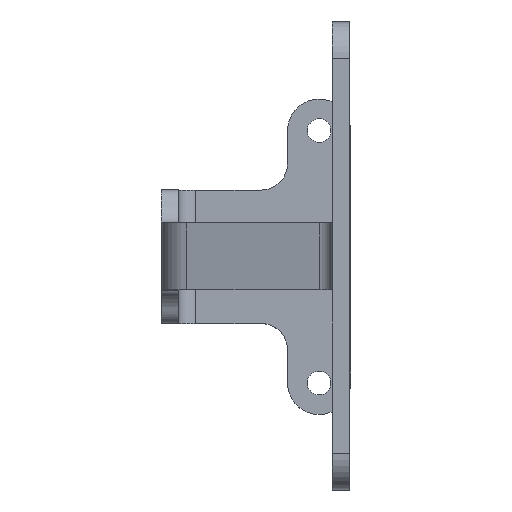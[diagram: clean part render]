
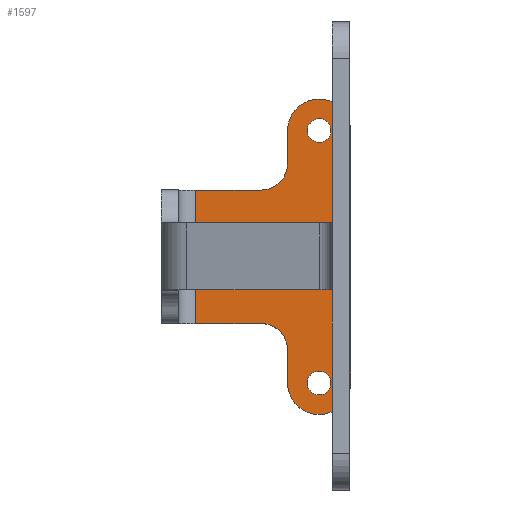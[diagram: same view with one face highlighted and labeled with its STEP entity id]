
A CAD part, top view. The second image highlights one B-rep face of the part: STEP entity #1597.
In plain terms, the highlighted planar face has unit normal (0, 0, 1).
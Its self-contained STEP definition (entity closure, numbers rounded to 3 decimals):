
#11 = EDGE_CURVE ( 'NONE', #285, #1148, #252, .T. ) ;
#52 = CARTESIAN_POINT ( 'NONE',  ( 6.52, -12.7, 3.26 ) ) ;
#62 = FACE_BOUND ( 'NONE', #1925, .T. ) ;
#70 = DIRECTION ( 'NONE',  ( 1., 0., 0. ) ) ;
#82 = CARTESIAN_POINT ( 'NONE',  ( 24., 17.7, 3.26 ) ) ;
#92 = LINE ( 'NONE', #258, #731 ) ;
#105 = CARTESIAN_POINT ( 'NONE',  ( 24., 24., 3.26 ) ) ;
#138 = VECTOR ( 'NONE', #1424, 1000. ) ;
#231 = CARTESIAN_POINT ( 'NONE',  ( 32.25, -24., 3.26 ) ) ;
#252 = LINE ( 'NONE', #1946, #1851 ) ;
#258 = CARTESIAN_POINT ( 'NONE',  ( 36., 0., 3.26 ) ) ;
#285 = VERTEX_POINT ( 'NONE', #82 ) ;
#296 = VERTEX_POINT ( 'NONE', #417 ) ;
#303 = EDGE_CURVE ( 'NONE', #1738, #1738, #1657, .T. ) ;
#305 = AXIS2_PLACEMENT_3D ( 'NONE', #491, #802, #1417 ) ;
#318 = CARTESIAN_POINT ( 'NONE',  ( 30., -24., 3.26 ) ) ;
#325 = VERTEX_POINT ( 'NONE', #872 ) ;
#326 = EDGE_CURVE ( 'NONE', #296, #1519, #1922, .T. ) ;
#327 = CIRCLE ( 'NONE', #1463, 5. ) ;
#339 = VECTOR ( 'NONE', #740, 1000. ) ;
#342 = EDGE_CURVE ( 'NONE', #551, #1821, #92, .T. ) ;
#366 = CARTESIAN_POINT ( 'NONE',  ( 19., -12.7, 3.26 ) ) ;
#368 = ORIENTED_EDGE ( 'NONE', *, *, #1778, .T. ) ;
#391 = EDGE_CURVE ( 'NONE', #1764, #1020, #438, .T. ) ;
#417 = CARTESIAN_POINT ( 'NONE',  ( 24., -17.7, 3.26 ) ) ;
#425 = CARTESIAN_POINT ( 'NONE',  ( 36., 24., 3.26 ) ) ;
#438 = LINE ( 'NONE', #732, #339 ) ;
#477 = VECTOR ( 'NONE', #1812, 1000. ) ;
#491 = CARTESIAN_POINT ( 'NONE',  ( 30., -24., 3.26 ) ) ;
#533 = DIRECTION ( 'NONE',  ( 1., 0., 0. ) ) ;
#540 = EDGE_CURVE ( 'NONE', #1761, #1761, #1654, .T. ) ;
#547 = DIRECTION ( 'NONE',  ( 0., 0., 1. ) ) ;
#551 = VERTEX_POINT ( 'NONE', #1669 ) ;
#577 = DIRECTION ( 'NONE',  ( 0., 1., 0. ) ) ;
#603 = CIRCLE ( 'NONE', #305, 6. ) ;
#625 = CIRCLE ( 'NONE', #1773, 6. ) ;
#628 = DIRECTION ( 'NONE',  ( 1., 0., 0. ) ) ;
#662 = CARTESIAN_POINT ( 'NONE',  ( 30., -24., 3.26 ) ) ;
#694 = EDGE_CURVE ( 'NONE', #1633, #325, #1714, .T. ) ;
#728 = DIRECTION ( 'NONE',  ( 1., 0., 0. ) ) ;
#731 = VECTOR ( 'NONE', #1466, 1000. ) ;
#732 = CARTESIAN_POINT ( 'NONE',  ( 0., -12.7, 3.26 ) ) ;
#740 = DIRECTION ( 'NONE',  ( 1., 0., 0. ) ) ;
#743 = ORIENTED_EDGE ( 'NONE', *, *, #1726, .F. ) ;
#802 = DIRECTION ( 'NONE',  ( 0., 0., 1. ) ) ;
#806 = ORIENTED_EDGE ( 'NONE', *, *, #303, .F. ) ;
#832 = CARTESIAN_POINT ( 'NONE',  ( 0., 12.7, 3.26 ) ) ;
#847 = ORIENTED_EDGE ( 'NONE', *, *, #391, .T. ) ;
#872 = CARTESIAN_POINT ( 'NONE',  ( 19., 12.7, 3.26 ) ) ;
#884 = AXIS2_PLACEMENT_3D ( 'NONE', #1342, #1789, #1475 ) ;
#918 = ORIENTED_EDGE ( 'NONE', *, *, #540, .F. ) ;
#923 = CARTESIAN_POINT ( 'NONE',  ( 24., -24., 3.26 ) ) ;
#945 = ORIENTED_EDGE ( 'NONE', *, *, #1702, .F. ) ;
#959 = ORIENTED_EDGE ( 'NONE', *, *, #694, .F. ) ;
#1020 = VERTEX_POINT ( 'NONE', #366 ) ;
#1033 = CARTESIAN_POINT ( 'NONE',  ( 18., 0., 3.26 ) ) ;
#1052 = DIRECTION ( 'NONE',  ( 1., 0., 0. ) ) ;
#1130 = ORIENTED_EDGE ( 'NONE', *, *, #326, .T. ) ;
#1138 = CARTESIAN_POINT ( 'NONE',  ( 20.25, 0., 3.26 ) ) ;
#1142 = CIRCLE ( 'NONE', #1776, 5. ) ;
#1148 = VERTEX_POINT ( 'NONE', #105 ) ;
#1164 = CARTESIAN_POINT ( 'NONE',  ( 19., -17.7, 3.26 ) ) ;
#1204 = DIRECTION ( 'NONE',  ( 0., 0., -1. ) ) ;
#1230 = EDGE_CURVE ( 'NONE', #1519, #551, #603, .T. ) ;
#1268 = CIRCLE ( 'NONE', #884, 2.25 ) ;
#1322 = DIRECTION ( 'NONE',  ( 0., 0., 1. ) ) ;
#1331 = CARTESIAN_POINT ( 'NONE',  ( 30., 24., 3.26 ) ) ;
#1332 = CARTESIAN_POINT ( 'NONE',  ( 24., -24., 3.26 ) ) ;
#1336 = VECTOR ( 'NONE', #533, 1000. ) ;
#1342 = CARTESIAN_POINT ( 'NONE',  ( 30., 24., 3.26 ) ) ;
#1351 = CARTESIAN_POINT ( 'NONE',  ( 19., 17.7, 3.26 ) ) ;
#1393 = DIRECTION ( 'NONE',  ( 0., 0., 1. ) ) ;
#1398 = AXIS2_PLACEMENT_3D ( 'NONE', #662, #547, #70 ) ;
#1417 = DIRECTION ( 'NONE',  ( 1., 0., 0. ) ) ;
#1424 = DIRECTION ( 'NONE',  ( 0., 1., 0. ) ) ;
#1434 = FACE_BOUND ( 'NONE', #1453, .T. ) ;
#1440 = AXIS2_PLACEMENT_3D ( 'NONE', #1033, #1322, #1476 ) ;
#1447 = FACE_BOUND ( 'NONE', #1835, .T. ) ;
#1453 = EDGE_LOOP ( 'NONE', ( #743 ) ) ;
#1455 = FACE_OUTER_BOUND ( 'NONE', #1488, .T. ) ;
#1463 = AXIS2_PLACEMENT_3D ( 'NONE', #1164, #1810, #1052 ) ;
#1465 = DIRECTION ( 'NONE',  ( 0., 0., -1. ) ) ;
#1466 = DIRECTION ( 'NONE',  ( 0., 1., 0. ) ) ;
#1475 = DIRECTION ( 'NONE',  ( 1., 0., 0. ) ) ;
#1476 = DIRECTION ( 'NONE',  ( 1., 0., 0. ) ) ;
#1480 = ORIENTED_EDGE ( 'NONE', *, *, #1634, .F. ) ;
#1483 = ORIENTED_EDGE ( 'NONE', *, *, #342, .T. ) ;
#1484 = CARTESIAN_POINT ( 'NONE',  ( 6.52, -12.7, 3.26 ) ) ;
#1488 = EDGE_LOOP ( 'NONE', ( #959, #1480, #847, #368, #1130, #1547, #1483, #945, #1878, #1533 ) ) ;
#1519 = VERTEX_POINT ( 'NONE', #923 ) ;
#1533 = ORIENTED_EDGE ( 'NONE', *, *, #1830, .T. ) ;
#1547 = ORIENTED_EDGE ( 'NONE', *, *, #1230, .T. ) ;
#1597 = ADVANCED_FACE ( 'NONE', ( #1447, #1434, #62, #1455 ), #1871, .T. ) ;
#1603 = CARTESIAN_POINT ( 'NONE',  ( 32.25, 24., 3.26 ) ) ;
#1621 = AXIS2_PLACEMENT_3D ( 'NONE', #318, #1393, #628 ) ;
#1632 = VERTEX_POINT ( 'NONE', #1603 ) ;
#1633 = VERTEX_POINT ( 'NONE', #1715 ) ;
#1634 = EDGE_CURVE ( 'NONE', #1764, #1633, #1745, .T. ) ;
#1654 = CIRCLE ( 'NONE', #1621, 2.25 ) ;
#1657 = CIRCLE ( 'NONE', #1440, 2.25 ) ;
#1660 = DIRECTION ( 'NONE',  ( 1., 0., 0. ) ) ;
#1669 = CARTESIAN_POINT ( 'NONE',  ( 36., -24., 3.26 ) ) ;
#1702 = EDGE_CURVE ( 'NONE', #1148, #1821, #625, .T. ) ;
#1714 = LINE ( 'NONE', #832, #1336 ) ;
#1715 = CARTESIAN_POINT ( 'NONE',  ( 6.52, 12.7, 3.26 ) ) ;
#1726 = EDGE_CURVE ( 'NONE', #1632, #1632, #1268, .T. ) ;
#1738 = VERTEX_POINT ( 'NONE', #1138 ) ;
#1745 = LINE ( 'NONE', #52, #138 ) ;
#1761 = VERTEX_POINT ( 'NONE', #231 ) ;
#1764 = VERTEX_POINT ( 'NONE', #1484 ) ;
#1773 = AXIS2_PLACEMENT_3D ( 'NONE', #1331, #1465, #728 ) ;
#1776 = AXIS2_PLACEMENT_3D ( 'NONE', #1351, #1204, #1660 ) ;
#1778 = EDGE_CURVE ( 'NONE', #1020, #296, #327, .T. ) ;
#1789 = DIRECTION ( 'NONE',  ( 0., 0., 1. ) ) ;
#1810 = DIRECTION ( 'NONE',  ( 0., 0., -1. ) ) ;
#1812 = DIRECTION ( 'NONE',  ( 0., -1., 0. ) ) ;
#1821 = VERTEX_POINT ( 'NONE', #425 ) ;
#1830 = EDGE_CURVE ( 'NONE', #285, #325, #1142, .T. ) ;
#1835 = EDGE_LOOP ( 'NONE', ( #918 ) ) ;
#1851 = VECTOR ( 'NONE', #577, 1000. ) ;
#1871 = PLANE ( 'NONE',  #1398 ) ;
#1878 = ORIENTED_EDGE ( 'NONE', *, *, #11, .F. ) ;
#1922 = LINE ( 'NONE', #1332, #477 ) ;
#1925 = EDGE_LOOP ( 'NONE', ( #806 ) ) ;
#1946 = CARTESIAN_POINT ( 'NONE',  ( 24., 24., 3.26 ) ) ;
